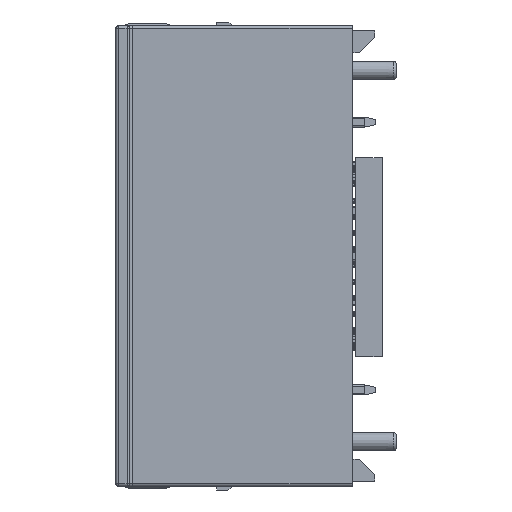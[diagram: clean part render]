
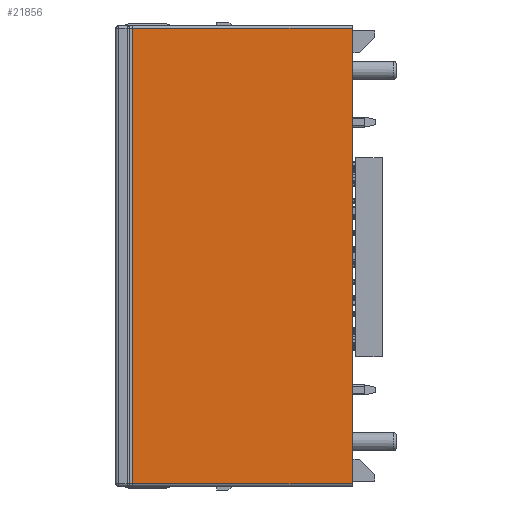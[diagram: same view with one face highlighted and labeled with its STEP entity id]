
A CAD part, front view. The second image highlights one B-rep face of the part: STEP entity #21856.
In plain terms, the highlighted planar face has unit normal (0, -1, 0).
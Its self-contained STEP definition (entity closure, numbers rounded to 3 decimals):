
#17=DIRECTION('',(0.,0.,1.));
#18=VECTOR('',#17,35.7);
#19=CARTESIAN_POINT('',(-32.7,-9.7,7.9));
#20=LINE('',#19,#18);
#29=DIRECTION('',(1.,0.,0.));
#30=VECTOR('',#29,17.25);
#31=CARTESIAN_POINT('',(-32.7,-9.7,7.9));
#32=LINE('',#31,#30);
#46=DIRECTION('',(0.,0.,-1.));
#47=VECTOR('',#46,35.7);
#48=CARTESIAN_POINT('',(-15.45,-9.7,43.6));
#49=LINE('',#48,#47);
#3668=DIRECTION('',(-1.,0.,0.));
#3669=VECTOR('',#3668,17.25);
#3670=CARTESIAN_POINT('',(-15.45,-9.7,43.6));
#3671=LINE('',#3670,#3669);
#17078=CARTESIAN_POINT('',(-32.7,-9.7,7.9));
#17079=CARTESIAN_POINT('',(-32.7,-9.7,43.6));
#17080=VERTEX_POINT('',#17078);
#17081=VERTEX_POINT('',#17079);
#17082=CARTESIAN_POINT('',(-15.45,-9.7,7.9));
#17083=VERTEX_POINT('',#17082);
#17084=CARTESIAN_POINT('',(-15.45,-9.7,43.6));
#17085=VERTEX_POINT('',#17084);
#21842=CARTESIAN_POINT('',(-24.075,-9.7,25.75));
#21843=DIRECTION('',(0.,1.,0.));
#21844=DIRECTION('',(0.,0.,1.));
#21845=AXIS2_PLACEMENT_3D('',#21842,#21843,#21844);
#21846=PLANE('',#21845);
#21848=ORIENTED_EDGE('',*,*,#21847,.F.);
#21849=ORIENTED_EDGE('',*,*,#21832,.T.);
#21851=ORIENTED_EDGE('',*,*,#21850,.F.);
#21853=ORIENTED_EDGE('',*,*,#21852,.T.);
#21854=EDGE_LOOP('',(#21848,#21849,#21851,#21853));
#21855=FACE_OUTER_BOUND('',#21854,.F.);
#21856=ADVANCED_FACE('',(#21855),#21846,.F.);
#21832=EDGE_CURVE('',#17080,#17081,#20,.T.);
#21847=EDGE_CURVE('',#17080,#17083,#32,.T.);
#21850=EDGE_CURVE('',#17085,#17081,#3671,.T.);
#21852=EDGE_CURVE('',#17085,#17083,#49,.T.);
